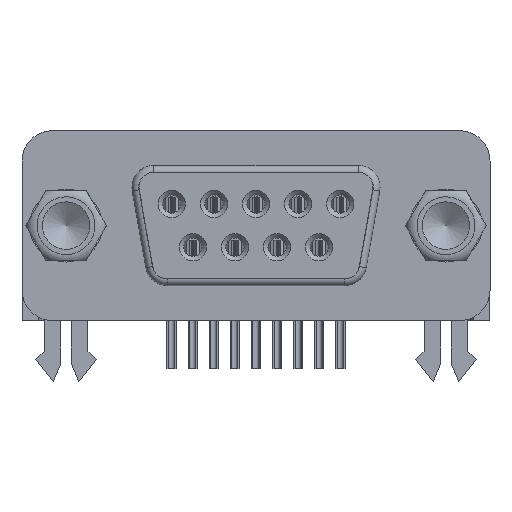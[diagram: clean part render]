
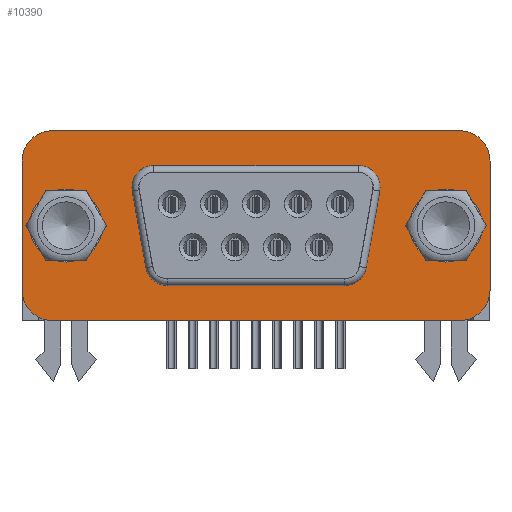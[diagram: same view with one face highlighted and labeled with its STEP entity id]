
A CAD part, front view. The second image highlights one B-rep face of the part: STEP entity #10390.
In plain terms, the highlighted planar face has unit normal (0, -1, 0).
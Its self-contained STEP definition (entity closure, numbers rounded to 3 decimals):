
#1141=LINE('',#16834,#2321);
#1142=LINE('',#16839,#2322);
#1143=LINE('',#16843,#2323);
#1144=LINE('',#16847,#2324);
#1145=LINE('',#16850,#2325);
#1146=LINE('',#16855,#2326);
#1147=LINE('',#16859,#2327);
#1148=LINE('',#16863,#2328);
#2321=VECTOR('',#13473,1000.);
#2322=VECTOR('',#13476,1000.);
#2323=VECTOR('',#13479,1000.);
#2324=VECTOR('',#13482,1000.);
#2325=VECTOR('',#13485,1000.);
#2326=VECTOR('',#13488,1000.);
#2327=VECTOR('',#13491,1000.);
#2328=VECTOR('',#13494,1000.);
#4577=ORIENTED_EDGE('',*,*,#6572,.T.);
#4578=ORIENTED_EDGE('',*,*,#6573,.T.);
#4579=ORIENTED_EDGE('',*,*,#6574,.T.);
#4580=ORIENTED_EDGE('',*,*,#6575,.T.);
#4581=ORIENTED_EDGE('',*,*,#6576,.T.);
#4582=ORIENTED_EDGE('',*,*,#6577,.T.);
#4583=ORIENTED_EDGE('',*,*,#6578,.T.);
#4584=ORIENTED_EDGE('',*,*,#6579,.T.);
#4585=ORIENTED_EDGE('',*,*,#6580,.T.);
#4586=ORIENTED_EDGE('',*,*,#6581,.T.);
#4587=ORIENTED_EDGE('',*,*,#6582,.F.);
#4588=ORIENTED_EDGE('',*,*,#6583,.T.);
#4589=ORIENTED_EDGE('',*,*,#6584,.F.);
#4590=ORIENTED_EDGE('',*,*,#6585,.T.);
#4591=ORIENTED_EDGE('',*,*,#6586,.F.);
#4592=ORIENTED_EDGE('',*,*,#6587,.T.);
#4593=ORIENTED_EDGE('',*,*,#6588,.F.);
#4594=ORIENTED_EDGE('',*,*,#6589,.T.);
#6572=EDGE_CURVE('',#7714,#7714,#8161,.T.);
#6573=EDGE_CURVE('',#7715,#7715,#8162,.T.);
#6574=EDGE_CURVE('',#7716,#7717,#1141,.T.);
#6575=EDGE_CURVE('',#7717,#7718,#8163,.T.);
#6576=EDGE_CURVE('',#7718,#7719,#1142,.T.);
#6577=EDGE_CURVE('',#7719,#7720,#8164,.T.);
#6578=EDGE_CURVE('',#7720,#7721,#1143,.T.);
#6579=EDGE_CURVE('',#7721,#7722,#8165,.T.);
#6580=EDGE_CURVE('',#7722,#7723,#1144,.T.);
#6581=EDGE_CURVE('',#7723,#7716,#8166,.T.);
#6582=EDGE_CURVE('',#7724,#7725,#1145,.T.);
#6583=EDGE_CURVE('',#7724,#7726,#8167,.F.);
#6584=EDGE_CURVE('',#7727,#7726,#1146,.T.);
#6585=EDGE_CURVE('',#7727,#7728,#8168,.F.);
#6586=EDGE_CURVE('',#7729,#7728,#1147,.T.);
#6587=EDGE_CURVE('',#7729,#7730,#8169,.F.);
#6588=EDGE_CURVE('',#7731,#7730,#1148,.T.);
#6589=EDGE_CURVE('',#7731,#7725,#8170,.F.);
#7714=VERTEX_POINT('',#16831);
#7715=VERTEX_POINT('',#16833);
#7716=VERTEX_POINT('',#16835);
#7717=VERTEX_POINT('',#16836);
#7718=VERTEX_POINT('',#16838);
#7719=VERTEX_POINT('',#16840);
#7720=VERTEX_POINT('',#16842);
#7721=VERTEX_POINT('',#16844);
#7722=VERTEX_POINT('',#16846);
#7723=VERTEX_POINT('',#16848);
#7724=VERTEX_POINT('',#16851);
#7725=VERTEX_POINT('',#16852);
#7726=VERTEX_POINT('',#16854);
#7727=VERTEX_POINT('',#16856);
#7728=VERTEX_POINT('',#16858);
#7729=VERTEX_POINT('',#16860);
#7730=VERTEX_POINT('',#16862);
#7731=VERTEX_POINT('',#16864);
#8161=CIRCLE('',#11335,2.4);
#8162=CIRCLE('',#11336,2.4);
#8163=CIRCLE('',#11337,1.428);
#8164=CIRCLE('',#11338,1.428);
#8165=CIRCLE('',#11339,1.428);
#8166=CIRCLE('',#11340,1.428);
#8167=CIRCLE('',#11341,2.);
#8168=CIRCLE('',#11342,2.);
#8169=CIRCLE('',#11343,2.);
#8170=CIRCLE('',#11344,2.);
#8722=EDGE_LOOP('',(#4577));
#8723=EDGE_LOOP('',(#4578));
#8724=EDGE_LOOP('',(#4579,#4580,#4581,#4582,#4583,#4584,#4585,#4586));
#8725=EDGE_LOOP('',(#4587,#4588,#4589,#4590,#4591,#4592,#4593,#4594));
#9376=FACE_BOUND('',#8722,.T.);
#9377=FACE_BOUND('',#8723,.T.);
#9378=FACE_BOUND('',#8724,.T.);
#9379=FACE_BOUND('',#8725,.T.);
#9909=PLANE('',#11334);
#10390=ADVANCED_FACE('',(#9376,#9377,#9378,#9379),#9909,.F.);
#11334=AXIS2_PLACEMENT_3D('',#16829,#13467,#13468);
#11335=AXIS2_PLACEMENT_3D('',#16830,#13469,#13470);
#11336=AXIS2_PLACEMENT_3D('',#16832,#13471,#13472);
#11337=AXIS2_PLACEMENT_3D('',#16837,#13474,#13475);
#11338=AXIS2_PLACEMENT_3D('',#16841,#13477,#13478);
#11339=AXIS2_PLACEMENT_3D('',#16845,#13480,#13481);
#11340=AXIS2_PLACEMENT_3D('',#16849,#13483,#13484);
#11341=AXIS2_PLACEMENT_3D('',#16853,#13486,#13487);
#11342=AXIS2_PLACEMENT_3D('',#16857,#13489,#13490);
#11343=AXIS2_PLACEMENT_3D('',#16861,#13492,#13493);
#11344=AXIS2_PLACEMENT_3D('',#16865,#13495,#13496);
#13467=DIRECTION('',(0.,1.,0.));
#13468=DIRECTION('',(0.,0.,1.));
#13469=DIRECTION('',(0.,1.,0.));
#13470=DIRECTION('',(0.,0.,1.));
#13471=DIRECTION('',(0.,1.,0.));
#13472=DIRECTION('',(0.,0.,1.));
#13473=DIRECTION('',(-0.174,0.,0.985));
#13474=DIRECTION('',(0.,1.,0.));
#13475=DIRECTION('',(0.,0.,1.));
#13476=DIRECTION('',(1.,0.,0.));
#13477=DIRECTION('',(0.,1.,0.));
#13478=DIRECTION('',(0.,0.,1.));
#13479=DIRECTION('',(-0.174,0.,-0.985));
#13480=DIRECTION('',(0.,1.,0.));
#13481=DIRECTION('',(0.,0.,1.));
#13482=DIRECTION('',(-1.,0.,0.));
#13483=DIRECTION('',(0.,1.,0.));
#13484=DIRECTION('',(0.,0.,1.));
#13485=DIRECTION('',(1.,0.,0.));
#13486=DIRECTION('',(0.,1.,0.));
#13487=DIRECTION('',(0.,0.,1.));
#13488=DIRECTION('',(0.,0.,1.));
#13489=DIRECTION('',(0.,1.,0.));
#13490=DIRECTION('',(0.,0.,1.));
#13491=DIRECTION('',(-1.,0.,0.));
#13492=DIRECTION('',(0.,1.,0.));
#13493=DIRECTION('',(0.,0.,1.));
#13494=DIRECTION('',(0.,0.,-1.));
#13495=DIRECTION('',(0.,1.,0.));
#13496=DIRECTION('',(0.,0.,1.));
#16829=CARTESIAN_POINT('',(0.,-0.45,0.));
#16830=CARTESIAN_POINT('',(-12.5,-0.45,0.));
#16831=CARTESIAN_POINT('',(-12.5,-0.45,2.4));
#16832=CARTESIAN_POINT('',(12.5,-0.45,0.));
#16833=CARTESIAN_POINT('',(12.5,-0.45,2.4));
#16834=CARTESIAN_POINT('',(-7.509,-0.45,-1.324));
#16835=CARTESIAN_POINT('',(-7.254,-0.45,-2.77));
#16836=CARTESIAN_POINT('',(-8.143,-0.45,2.274));
#16837=CARTESIAN_POINT('',(-6.737,-0.45,2.522));
#16838=CARTESIAN_POINT('',(-6.737,-0.45,3.95));
#16839=CARTESIAN_POINT('',(0.,-0.45,3.95));
#16840=CARTESIAN_POINT('',(6.737,-0.45,3.95));
#16841=CARTESIAN_POINT('',(6.737,-0.45,2.522));
#16842=CARTESIAN_POINT('',(8.143,-0.45,2.274));
#16843=CARTESIAN_POINT('',(7.509,-0.45,-1.324));
#16844=CARTESIAN_POINT('',(7.254,-0.45,-2.77));
#16845=CARTESIAN_POINT('',(5.848,-0.45,-2.522));
#16846=CARTESIAN_POINT('',(5.848,-0.45,-3.95));
#16847=CARTESIAN_POINT('',(0.,-0.45,-3.95));
#16848=CARTESIAN_POINT('',(-5.848,-0.45,-3.95));
#16849=CARTESIAN_POINT('',(-5.848,-0.45,-2.522));
#16850=CARTESIAN_POINT('',(-15.4,-0.45,6.25));
#16851=CARTESIAN_POINT('',(-13.4,-0.45,6.25));
#16852=CARTESIAN_POINT('',(13.4,-0.45,6.25));
#16853=CARTESIAN_POINT('',(-13.4,-0.45,4.25));
#16854=CARTESIAN_POINT('',(-15.4,-0.45,4.25));
#16855=CARTESIAN_POINT('',(-15.4,-0.45,-6.25));
#16856=CARTESIAN_POINT('',(-15.4,-0.45,-4.25));
#16857=CARTESIAN_POINT('',(-13.4,-0.45,-4.25));
#16858=CARTESIAN_POINT('',(-13.4,-0.45,-6.25));
#16859=CARTESIAN_POINT('',(15.4,-0.45,-6.25));
#16860=CARTESIAN_POINT('',(13.4,-0.45,-6.25));
#16861=CARTESIAN_POINT('',(13.4,-0.45,-4.25));
#16862=CARTESIAN_POINT('',(15.4,-0.45,-4.25));
#16863=CARTESIAN_POINT('',(15.4,-0.45,6.25));
#16864=CARTESIAN_POINT('',(15.4,-0.45,4.25));
#16865=CARTESIAN_POINT('',(13.4,-0.45,4.25));
